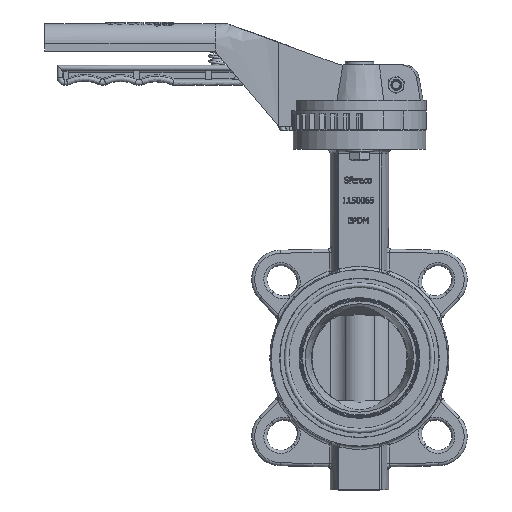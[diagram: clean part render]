
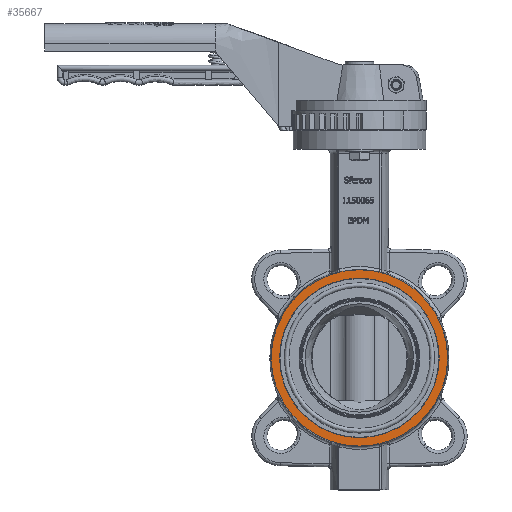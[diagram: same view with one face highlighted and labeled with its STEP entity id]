
A CAD part, top view. The second image highlights one B-rep face of the part: STEP entity #35667.
In plain terms, the highlighted planar face has unit normal (0, 0, 1).
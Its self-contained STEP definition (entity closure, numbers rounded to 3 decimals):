
#1226=CIRCLE('',#37597,57.5);
#1234=CIRCLE('',#37606,52.);
#2642=FACE_BOUND('',#7222,.T.);
#5001=FACE_OUTER_BOUND('',#7221,.T.);
#7221=EDGE_LOOP('',(#26788));
#7222=EDGE_LOOP('',(#26789));
#15660=VERTEX_POINT('',#58716);
#15678=VERTEX_POINT('',#58851);
#19710=EDGE_CURVE('',#15660,#15660,#1226,.T.);
#19730=EDGE_CURVE('',#15678,#15678,#1234,.T.);
#26788=ORIENTED_EDGE('',*,*,#19710,.T.);
#26789=ORIENTED_EDGE('',*,*,#19730,.F.);
#34319=PLANE('',#37620);
#35667=ADVANCED_FACE('',(#5001,#2642),#34319,.F.);
#37597=AXIS2_PLACEMENT_3D('',#58717,#42265,#42266);
#37606=AXIS2_PLACEMENT_3D('',#58852,#42283,#42284);
#37620=AXIS2_PLACEMENT_3D('',#59102,#42319,#42320);
#42265=DIRECTION('center_axis',(0.,0.,1.));
#42266=DIRECTION('ref_axis',(1.,0.,0.));
#42283=DIRECTION('center_axis',(0.,0.,1.));
#42284=DIRECTION('ref_axis',(1.,0.,0.));
#42319=DIRECTION('center_axis',(0.,0.,-1.));
#42320=DIRECTION('ref_axis',(-1.,0.,0.));
#58716=CARTESIAN_POINT('',(-57.5,0.,22.75));
#58717=CARTESIAN_POINT('Origin',(0.,0.,22.75));
#58851=CARTESIAN_POINT('',(52.,0.,22.75));
#58852=CARTESIAN_POINT('Origin',(0.,0.,22.75));
#59102=CARTESIAN_POINT('Origin',(0.,52.,22.75));
